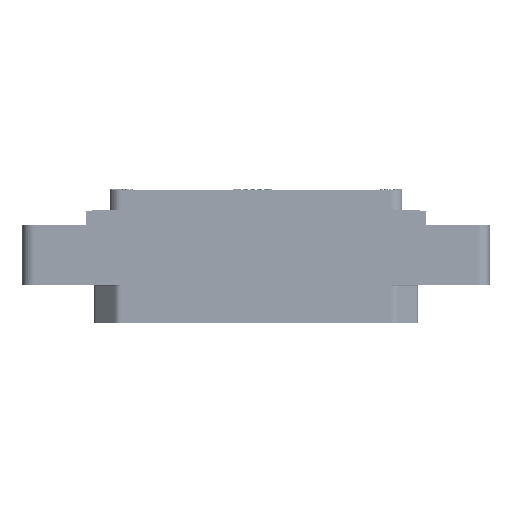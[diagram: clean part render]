
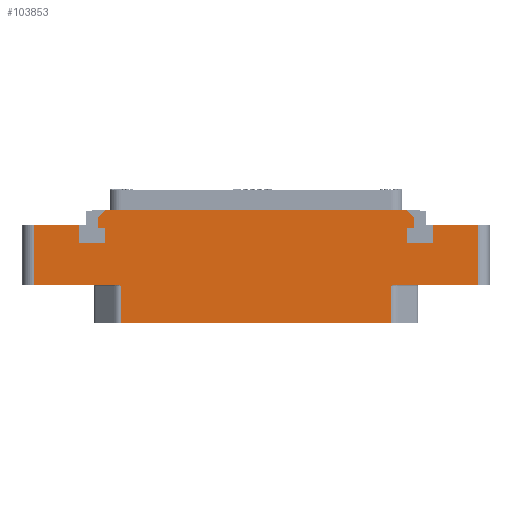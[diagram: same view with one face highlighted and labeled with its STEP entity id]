
A CAD part, top view. The second image highlights one B-rep face of the part: STEP entity #103853.
In plain terms, the highlighted planar face has unit normal (0, 0, 1).
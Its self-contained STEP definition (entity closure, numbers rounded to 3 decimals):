
#5453=DIRECTION('',(-0.707,-0.707,0.));
#5454=VECTOR('',#5453,1.697);
#5455=CARTESIAN_POINT('',(-25.8,12.75,7.));
#5456=LINE('',#5455,#5454);
#5465=DIRECTION('',(1.,0.,0.));
#5466=VECTOR('',#5465,7.8);
#5467=CARTESIAN_POINT('',(-38.,10.25,7.));
#5468=LINE('',#5467,#5466);
#5469=DIRECTION('',(0.,-1.,0.));
#5470=VECTOR('',#5469,3.2);
#5471=CARTESIAN_POINT('',(-30.2,10.25,7.));
#5472=LINE('',#5471,#5470);
#5473=DIRECTION('',(1.,0.,0.));
#5474=VECTOR('',#5473,4.4);
#5475=CARTESIAN_POINT('',(-30.2,7.05,7.));
#5476=LINE('',#5475,#5474);
#5477=DIRECTION('',(0.,1.,0.));
#5478=VECTOR('',#5477,2.6);
#5479=CARTESIAN_POINT('',(-25.8,7.05,7.));
#5480=LINE('',#5479,#5478);
#5481=DIRECTION('',(-1.,0.,0.));
#5482=VECTOR('',#5481,1.2);
#5483=CARTESIAN_POINT('',(-25.8,9.65,7.));
#5484=LINE('',#5483,#5482);
#5485=DIRECTION('',(0.,-1.,0.));
#5486=VECTOR('',#5485,1.9);
#5487=CARTESIAN_POINT('',(-27.,11.55,7.));
#5488=LINE('',#5487,#5486);
#5489=DIRECTION('',(1.,0.,0.));
#5490=VECTOR('',#5489,51.6);
#5491=CARTESIAN_POINT('',(-25.8,12.75,7.));
#5492=LINE('',#5491,#5490);
#5493=DIRECTION('',(0.,-1.,0.));
#5494=VECTOR('',#5493,1.9);
#5495=CARTESIAN_POINT('',(27.,11.55,7.));
#5496=LINE('',#5495,#5494);
#5497=DIRECTION('',(-1.,0.,0.));
#5498=VECTOR('',#5497,1.2);
#5499=CARTESIAN_POINT('',(27.,9.65,7.));
#5500=LINE('',#5499,#5498);
#5501=DIRECTION('',(0.,-1.,0.));
#5502=VECTOR('',#5501,2.6);
#5503=CARTESIAN_POINT('',(25.8,9.65,7.));
#5504=LINE('',#5503,#5502);
#5505=DIRECTION('',(1.,0.,0.));
#5506=VECTOR('',#5505,4.4);
#5507=CARTESIAN_POINT('',(25.8,7.05,7.));
#5508=LINE('',#5507,#5506);
#5509=DIRECTION('',(0.,1.,0.));
#5510=VECTOR('',#5509,3.2);
#5511=CARTESIAN_POINT('',(30.2,7.05,7.));
#5512=LINE('',#5511,#5510);
#5513=DIRECTION('',(1.,0.,0.));
#5514=VECTOR('',#5513,7.8);
#5515=CARTESIAN_POINT('',(30.2,10.25,7.));
#5516=LINE('',#5515,#5514);
#5517=DIRECTION('',(1.,0.,0.));
#5518=VECTOR('',#5517,14.082);
#5519=CARTESIAN_POINT('',(23.918,0.,7.));
#5520=LINE('',#5519,#5518);
#5551=CARTESIAN_POINT('',(23.118,-0.2,7.));
#5552=CARTESIAN_POINT('',(23.193,-0.173,7.));
#5553=CARTESIAN_POINT('',(23.337,-0.12,7.));
#5554=CARTESIAN_POINT('',(23.543,-0.055,7.));
#5555=CARTESIAN_POINT('',(23.738,-0.011,7.));
#5556=CARTESIAN_POINT('',(23.859,0.,7.));
#5557=CARTESIAN_POINT('',(23.918,0.,7.));
#5573=DIRECTION('',(0.,1.,0.));
#5574=VECTOR('',#5573,6.3);
#5575=CARTESIAN_POINT('',(23.118,-6.5,7.));
#5576=LINE('',#5575,#5574);
#6112=DIRECTION('',(0.,1.,0.));
#6113=VECTOR('',#6112,10.25);
#6114=CARTESIAN_POINT('',(38.,0.,7.));
#6115=LINE('',#6114,#6113);
#6158=DIRECTION('',(0.707,-0.707,0.));
#6159=VECTOR('',#6158,1.697);
#6160=CARTESIAN_POINT('',(25.8,12.75,7.));
#6161=LINE('',#6160,#6159);
#8201=DIRECTION('',(0.,-1.,0.));
#8202=VECTOR('',#8201,10.25);
#8203=CARTESIAN_POINT('',(-38.,10.25,7.));
#8204=LINE('',#8203,#8202);
#8236=DIRECTION('',(1.,0.,0.));
#8237=VECTOR('',#8236,14.082);
#8238=CARTESIAN_POINT('',(-38.,0.,7.));
#8239=LINE('',#8238,#8237);
#8340=CARTESIAN_POINT('',(-23.918,0.,7.));
#8341=CARTESIAN_POINT('',(-23.859,0.,7.));
#8342=CARTESIAN_POINT('',(-23.738,-0.011,7.));
#8343=CARTESIAN_POINT('',(-23.543,-0.055,7.));
#8344=CARTESIAN_POINT('',(-23.337,-0.12,7.));
#8345=CARTESIAN_POINT('',(-23.193,-0.173,7.));
#8346=CARTESIAN_POINT('',(-23.118,-0.2,7.));
#8348=DIRECTION('',(0.,1.,0.));
#8349=VECTOR('',#8348,6.3);
#8350=CARTESIAN_POINT('',(-23.118,-6.5,7.));
#8351=LINE('',#8350,#8349);
#8373=DIRECTION('',(-1.,0.,0.));
#8374=VECTOR('',#8373,46.236);
#8375=CARTESIAN_POINT('',(23.118,-6.5,7.));
#8376=LINE('',#8375,#8374);
#78781=CARTESIAN_POINT('',(-30.2,10.25,7.));
#78782=CARTESIAN_POINT('',(-30.2,7.05,7.));
#78783=VERTEX_POINT('',#78781);
#78784=VERTEX_POINT('',#78782);
#78785=CARTESIAN_POINT('',(-25.8,7.05,7.));
#78786=VERTEX_POINT('',#78785);
#78787=CARTESIAN_POINT('',(-25.8,9.65,7.));
#78788=VERTEX_POINT('',#78787);
#78789=CARTESIAN_POINT('',(-27.,9.65,7.));
#78790=VERTEX_POINT('',#78789);
#78791=CARTESIAN_POINT('',(27.,9.65,7.));
#78792=CARTESIAN_POINT('',(25.8,9.65,7.));
#78793=VERTEX_POINT('',#78791);
#78794=VERTEX_POINT('',#78792);
#78795=CARTESIAN_POINT('',(25.8,7.05,7.));
#78796=VERTEX_POINT('',#78795);
#78797=CARTESIAN_POINT('',(30.2,7.05,7.));
#78798=VERTEX_POINT('',#78797);
#78799=CARTESIAN_POINT('',(30.2,10.25,7.));
#78800=VERTEX_POINT('',#78799);
#78805=CARTESIAN_POINT('',(-27.,11.55,7.));
#78807=VERTEX_POINT('',#78805);
#78809=CARTESIAN_POINT('',(-25.8,12.75,7.));
#78810=VERTEX_POINT('',#78809);
#78811=CARTESIAN_POINT('',(27.,11.55,7.));
#78813=VERTEX_POINT('',#78811);
#78815=CARTESIAN_POINT('',(25.8,12.75,7.));
#78816=VERTEX_POINT('',#78815);
#78893=CARTESIAN_POINT('',(38.,0.,7.));
#78894=CARTESIAN_POINT('',(38.,10.25,7.));
#78895=VERTEX_POINT('',#78893);
#78896=VERTEX_POINT('',#78894);
#78901=CARTESIAN_POINT('',(-38.,10.25,7.));
#78902=CARTESIAN_POINT('',(-38.,0.,7.));
#78903=VERTEX_POINT('',#78901);
#78904=VERTEX_POINT('',#78902);
#79110=CARTESIAN_POINT('',(23.118,-6.5,7.));
#79112=VERTEX_POINT('',#79110);
#79113=CARTESIAN_POINT('',(-23.118,-6.5,7.));
#79115=VERTEX_POINT('',#79113);
#79177=CARTESIAN_POINT('',(-23.118,-0.2,7.));
#79178=VERTEX_POINT('',#79177);
#79179=CARTESIAN_POINT('',(-23.918,0.,7.));
#79180=VERTEX_POINT('',#79179);
#79181=CARTESIAN_POINT('',(23.118,-0.2,7.));
#79183=VERTEX_POINT('',#79181);
#79185=CARTESIAN_POINT('',(23.918,0.,7.));
#79187=VERTEX_POINT('',#79185);
#103800=CARTESIAN_POINT('',(0.,0.,7.));
#103801=DIRECTION('',(0.,0.,-1.));
#103802=DIRECTION('',(-1.,0.,0.));
#103803=AXIS2_PLACEMENT_3D('',#103800,#103801,#103802);
#103804=PLANE('',#103803);
#103806=ORIENTED_EDGE('',*,*,#103805,.F.);
#103808=ORIENTED_EDGE('',*,*,#103807,.F.);
#103810=ORIENTED_EDGE('',*,*,#103809,.F.);
#103812=ORIENTED_EDGE('',*,*,#103811,.T.);
#103814=ORIENTED_EDGE('',*,*,#103813,.T.);
#103816=ORIENTED_EDGE('',*,*,#103815,.F.);
#103818=ORIENTED_EDGE('',*,*,#103817,.F.);
#103820=ORIENTED_EDGE('',*,*,#103819,.F.);
#103822=ORIENTED_EDGE('',*,*,#103821,.T.);
#103824=ORIENTED_EDGE('',*,*,#103823,.T.);
#103826=ORIENTED_EDGE('',*,*,#103825,.T.);
#103828=ORIENTED_EDGE('',*,*,#103827,.T.);
#103830=ORIENTED_EDGE('',*,*,#103829,.T.);
#103832=ORIENTED_EDGE('',*,*,#103831,.F.);
#103833=ORIENTED_EDGE('',*,*,#103792,.F.);
#103834=ORIENTED_EDGE('',*,*,#103721,.T.);
#103836=ORIENTED_EDGE('',*,*,#103835,.T.);
#103838=ORIENTED_EDGE('',*,*,#103837,.T.);
#103840=ORIENTED_EDGE('',*,*,#103839,.T.);
#103842=ORIENTED_EDGE('',*,*,#103841,.T.);
#103844=ORIENTED_EDGE('',*,*,#103843,.T.);
#103846=ORIENTED_EDGE('',*,*,#103845,.T.);
#103848=ORIENTED_EDGE('',*,*,#103847,.T.);
#103850=ORIENTED_EDGE('',*,*,#103849,.F.);
#103851=EDGE_LOOP('',(#103806,#103808,#103810,#103812,#103814,#103816,#103818,
#103820,#103822,#103824,#103826,#103828,#103830,#103832,#103833,#103834,#103836,
#103838,#103840,#103842,#103844,#103846,#103848,#103850));
#103852=FACE_OUTER_BOUND('',#103851,.F.);
#103853=ADVANCED_FACE('',(#103852),#103804,.F.);
#5558=B_SPLINE_CURVE_WITH_KNOTS('',3,(#5551,#5552,#5553,#5554,#5555,#5556,
#5557),.UNSPECIFIED.,.F.,.F.,(4,1,1,1,4),(0.,0.25,0.5,0.75,1.),
.UNSPECIFIED.);
#8347=B_SPLINE_CURVE_WITH_KNOTS('',3,(#8340,#8341,#8342,#8343,#8344,#8345,
#8346),.UNSPECIFIED.,.F.,.F.,(4,1,1,1,4),(0.,0.25,0.5,0.75,1.),
.UNSPECIFIED.);
#103721=EDGE_CURVE('',#78810,#78816,#5492,.T.);
#103792=EDGE_CURVE('',#78810,#78807,#5456,.T.);
#103805=EDGE_CURVE('',#79187,#78895,#5520,.T.);
#103807=EDGE_CURVE('',#79183,#79187,#5558,.T.);
#103809=EDGE_CURVE('',#79112,#79183,#5576,.T.);
#103811=EDGE_CURVE('',#79112,#79115,#8376,.T.);
#103813=EDGE_CURVE('',#79115,#79178,#8351,.T.);
#103815=EDGE_CURVE('',#79180,#79178,#8347,.T.);
#103817=EDGE_CURVE('',#78904,#79180,#8239,.T.);
#103819=EDGE_CURVE('',#78903,#78904,#8204,.T.);
#103821=EDGE_CURVE('',#78903,#78783,#5468,.T.);
#103823=EDGE_CURVE('',#78783,#78784,#5472,.T.);
#103825=EDGE_CURVE('',#78784,#78786,#5476,.T.);
#103827=EDGE_CURVE('',#78786,#78788,#5480,.T.);
#103829=EDGE_CURVE('',#78788,#78790,#5484,.T.);
#103831=EDGE_CURVE('',#78807,#78790,#5488,.T.);
#103835=EDGE_CURVE('',#78816,#78813,#6161,.T.);
#103837=EDGE_CURVE('',#78813,#78793,#5496,.T.);
#103839=EDGE_CURVE('',#78793,#78794,#5500,.T.);
#103841=EDGE_CURVE('',#78794,#78796,#5504,.T.);
#103843=EDGE_CURVE('',#78796,#78798,#5508,.T.);
#103845=EDGE_CURVE('',#78798,#78800,#5512,.T.);
#103847=EDGE_CURVE('',#78800,#78896,#5516,.T.);
#103849=EDGE_CURVE('',#78895,#78896,#6115,.T.);
